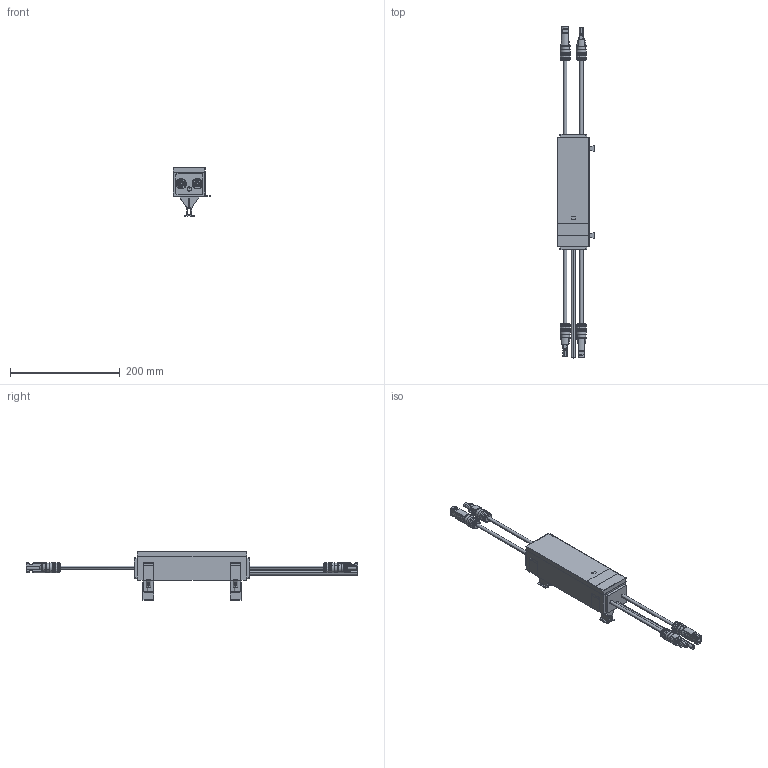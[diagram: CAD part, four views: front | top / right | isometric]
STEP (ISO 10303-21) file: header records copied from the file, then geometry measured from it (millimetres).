
FILE_DESCRIPTION(('CATIA V5 STEP Exchange','CAx-IF Rec.Pracs.--- Model Styling and Organization---1.5--- 2016-08-15','CAx-IF Rec.Pracs.---Supplemental Geometry---1.0---2011-11-01','CAx-IF Rec.Pracs.--- Composite Materials ---1.1---2010-07-15'),'2;1');
FILE_NAME ('D1643221_0', '2025-01-28T09:36:43+00:00', ('none'), ('Weidmueller'), 'CATIA Version 5-6 Release 2022 SP4 HF5', 'CATIA V5 STEP AP214 v3', 'none');
FILE_SCHEMA(('AUTOMOTIVE_DESIGN { 1 0 10303 214 1 1 1 1 }'));
Length unit declared in the file: millimetre
Products named in the file (1): S3D_PVI_DC_1I_1O_1MPP_SPD1_MC4_10
Bounding box: 69 x 604 x 89 mm (x, y, z)
Volume: 711206.4 mm3; surface area: 109738.8 mm2
Topology: 6 solids, 6 shells, 865 faces, 2361 edges, 1550 vertices
Faces by surface type: plane 588, cylinder 199, cone 66, torus 8, revolution 4
Entity records: 27239 total; most frequent: CARTESIAN_POINT 6296, ORIENTED_EDGE 4722, DIRECTION 3125, EDGE_CURVE 2361, VERTEX_POINT 1550, VECTOR 1397, LINE 1397, AXIS2_PLACEMENT_3D 1145
